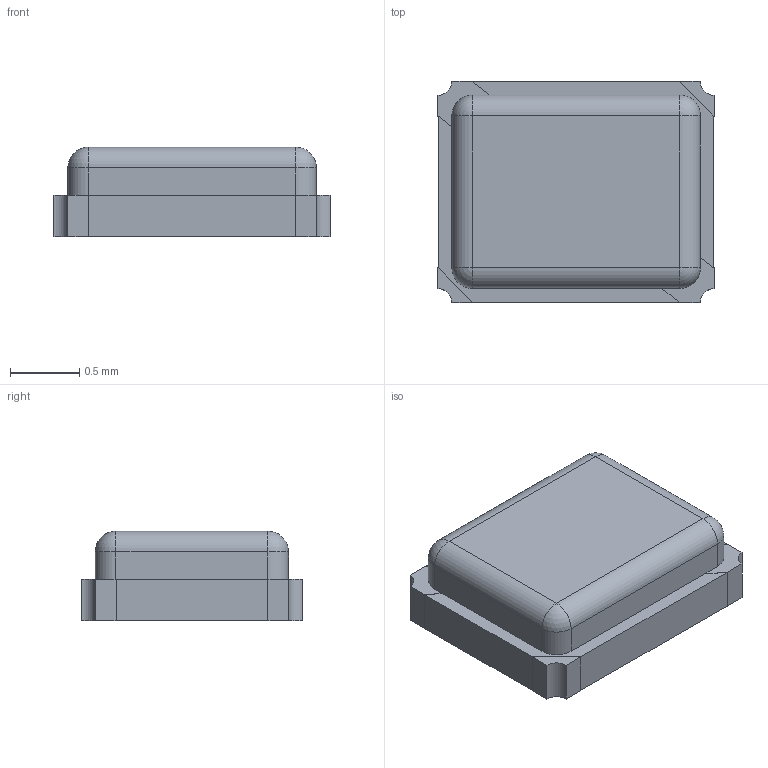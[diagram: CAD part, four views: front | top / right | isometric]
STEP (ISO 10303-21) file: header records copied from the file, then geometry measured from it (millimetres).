
FILE_DESCRIPTION(('FreeCAD Model'),'2;1');
FILE_NAME('User Library-XRCGB27M000F2P00R0.step', '2017-05-04T17:13:19',('kicad StepUp'),('ksu MCAD'), 'Open CASCADE STEP processor 6.8','FreeCAD','Unknown');
FILE_SCHEMA(('AUTOMOTIVE_DESIGN_CC2 { 1 2 10303 214 -1 1 5 4 }'));
Length unit declared in the file: millimetre
Products named in the file (2): ASSEMBLY; User_Library-XRCGB27M000F2P00R0
Assembly tree (1 placements, depth 2):
  ASSEMBLY
    User_Library-XRCGB27M000F2P00R0
Bounding box: 2 x 1.6 x 0.65 mm (x, y, z)
Volume: 1.8 mm3; surface area: 10.2 mm2
Topology: 1 solids, 1 shells, 76 faces, 206 edges, 128 vertices
Faces by surface type: plane 60, cylinder 12, sphere 4
Entity records: 2874 total; most frequent: CARTESIAN_POINT 408, ORIENTED_EDGE 404, DIRECTION 382, EDGE_CURVE 202, LINE 178, VECTOR 178, VERTEX_POINT 128, AXIS2_PLACEMENT_3D 102
